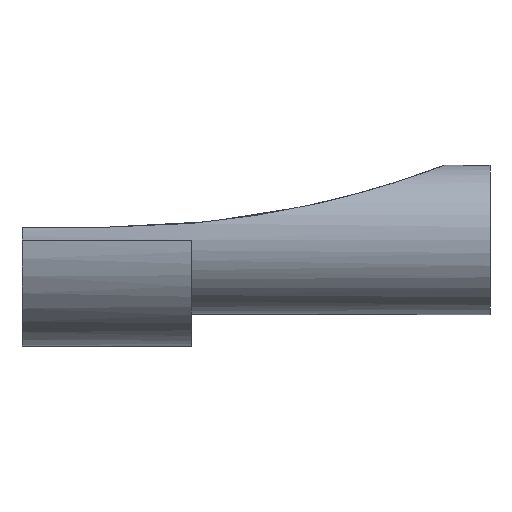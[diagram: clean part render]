
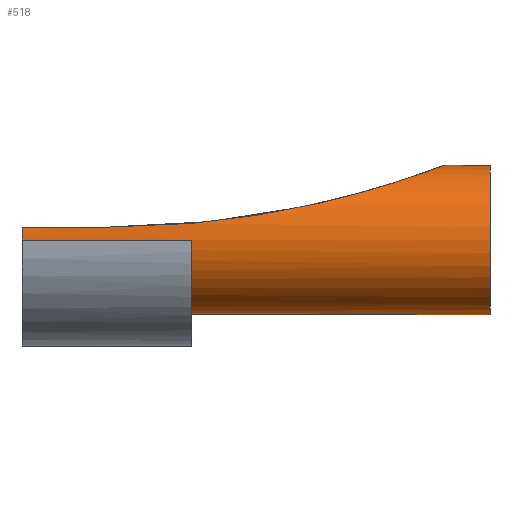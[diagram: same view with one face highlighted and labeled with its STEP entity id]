
A CAD part, left-side view. The second image highlights one B-rep face of the part: STEP entity #518.
In plain terms, the highlighted cylindrical face has radius 7.5 mm (diameter 15 mm), a full revolution.
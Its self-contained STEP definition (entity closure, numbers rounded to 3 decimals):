
#21=B_SPLINE_CURVE_WITH_KNOTS('',3,(#879,#880,#881,#882),.UNSPECIFIED.,
 .F.,.F.,(4,4),(9.688,10.486),.UNSPECIFIED.);
#22=B_SPLINE_CURVE_WITH_KNOTS('',3,(#884,#885,#886,#887,#888,#889,#890,
#891,#892,#893,#894,#895,#896,#897,#898,#899,#900,#901,#902,#903,#904,#905,
#906,#907,#908,#909,#910,#911,#912,#913,#914,#915,#916,#917),
 .UNSPECIFIED.,.F.,.F.,(4,2,2,2,2,2,2,2,2,2,2,2,2,2,2,2,4),(3.495,
4.56,5.624,5.978,6.332,6.617,
6.804,6.897,6.991,7.084,7.177,
7.364,7.65,8.003,8.357,9.421,
9.688),.UNSPECIFIED.);
#27=FACE_BOUND('',#97,.T.);
#63=FACE_OUTER_BOUND('',#96,.T.);
#96=EDGE_LOOP('',(#418,#419,#420,#421,#422,#423,#424));
#97=EDGE_LOOP('',(#425));
#121=LINE('',#761,#161);
#129=LINE('',#786,#169);
#143=LINE('',#920,#183);
#161=VECTOR('',#607,10.);
#169=VECTOR('',#629,10.);
#183=VECTOR('',#681,10.);
#202=CIRCLE('',#547,7.5);
#209=CIRCLE('',#565,7.5);
#212=CIRCLE('',#571,7.5);
#225=VERTEX_POINT('',#755);
#227=VERTEX_POINT('',#759);
#230=VERTEX_POINT('',#769);
#237=VERTEX_POINT('',#785);
#249=VERTEX_POINT('',#829);
#253=VERTEX_POINT('',#878);
#254=VERTEX_POINT('',#883);
#255=VERTEX_POINT('',#921);
#278=EDGE_CURVE('',#225,#227,#121,.T.);
#282=EDGE_CURVE('',#225,#230,#202,.T.);
#290=EDGE_CURVE('',#230,#237,#129,.T.);
#310=EDGE_CURVE('',#249,#227,#209,.T.);
#315=EDGE_CURVE('',#253,#237,#21,.T.);
#316=EDGE_CURVE('',#254,#253,#22,.T.);
#318=EDGE_CURVE('',#254,#249,#143,.T.);
#319=EDGE_CURVE('',#255,#255,#212,.T.);
#418=ORIENTED_EDGE('',*,*,#310,.F.);
#419=ORIENTED_EDGE('',*,*,#318,.F.);
#420=ORIENTED_EDGE('',*,*,#316,.T.);
#421=ORIENTED_EDGE('',*,*,#315,.T.);
#422=ORIENTED_EDGE('',*,*,#290,.F.);
#423=ORIENTED_EDGE('',*,*,#282,.F.);
#424=ORIENTED_EDGE('',*,*,#278,.T.);
#425=ORIENTED_EDGE('',*,*,#319,.F.);
#497=CYLINDRICAL_SURFACE('',#570,7.5);
#518=ADVANCED_FACE('',(#63,#27),#497,.T.);
#547=AXIS2_PLACEMENT_3D('',#770,#615,#616);
#565=AXIS2_PLACEMENT_3D('',#831,#667,#668);
#570=AXIS2_PLACEMENT_3D('',#919,#679,#680);
#571=AXIS2_PLACEMENT_3D('',#922,#682,#683);
#607=DIRECTION('',(0.,-1.,0.));
#615=DIRECTION('center_axis',(0.,1.,0.));
#616=DIRECTION('ref_axis',(0.964,0.,-0.267));
#629=DIRECTION('',(0.,-1.,0.));
#667=DIRECTION('center_axis',(0.,1.,0.));
#668=DIRECTION('ref_axis',(-1.,0.,0.));
#679=DIRECTION('center_axis',(0.,-1.,0.));
#680=DIRECTION('ref_axis',(-1.,0.,0.));
#681=DIRECTION('',(0.,-1.,0.));
#682=DIRECTION('center_axis',(0.,-1.,0.));
#683=DIRECTION('ref_axis',(-1.,0.,0.));
#755=CARTESIAN_POINT('',(-32.35,8.5,10.7));
#759=CARTESIAN_POINT('',(-32.35,-8.5,10.7));
#761=CARTESIAN_POINT('',(-32.35,-8.5,10.7));
#769=CARTESIAN_POINT('',(-32.236,8.5,12.));
#770=CARTESIAN_POINT('Origin',(-24.85,8.5,10.7));
#785=CARTESIAN_POINT('',(-32.236,-0.1,12.));
#786=CARTESIAN_POINT('',(-32.236,-8.5,12.));
#829=CARTESIAN_POINT('',(-17.464,-8.5,12.));
#831=CARTESIAN_POINT('Origin',(-24.85,-8.5,10.7));
#878=CARTESIAN_POINT('',(-32.161,-8.5,12.372));
#879=CARTESIAN_POINT('Ctrl Pts',(-32.161,-8.5,12.372));
#880=CARTESIAN_POINT('Ctrl Pts',(-32.22,-5.614,12.116));
#881=CARTESIAN_POINT('Ctrl Pts',(-32.236,-2.76,12.));
#882=CARTESIAN_POINT('Ctrl Pts',(-32.236,-0.1,12.));
#883=CARTESIAN_POINT('',(-17.464,-0.1,12.));
#884=CARTESIAN_POINT('Ctrl Pts',(-17.464,-0.1,12.));
#885=CARTESIAN_POINT('Ctrl Pts',(-17.464,-3.648,12.));
#886=CARTESIAN_POINT('Ctrl Pts',(-17.489,-7.54,12.212));
#887=CARTESIAN_POINT('Ctrl Pts',(-17.74,-15.247,13.135));
#888=CARTESIAN_POINT('Ctrl Pts',(-17.972,-19.062,13.845));
#889=CARTESIAN_POINT('Ctrl Pts',(-18.66,-23.607,14.947));
#890=CARTESIAN_POINT('Ctrl Pts',(-18.886,-24.842,15.27));
#891=CARTESIAN_POINT('Ctrl Pts',(-19.481,-27.261,15.957));
#892=CARTESIAN_POINT('Ctrl Pts',(-19.853,-28.444,16.32));
#893=CARTESIAN_POINT('Ctrl Pts',(-20.652,-30.322,16.931));
#894=CARTESIAN_POINT('Ctrl Pts',(-21.165,-31.287,17.262));
#895=CARTESIAN_POINT('Ctrl Pts',(-22.097,-32.483,17.688));
#896=CARTESIAN_POINT('Ctrl Pts',(-22.557,-32.956,17.862));
#897=CARTESIAN_POINT('Ctrl Pts',(-23.355,-33.473,18.055));
#898=CARTESIAN_POINT('Ctrl Pts',(-23.639,-33.614,18.108));
#899=CARTESIAN_POINT('Ctrl Pts',(-24.231,-33.806,18.18));
#900=CARTESIAN_POINT('Ctrl Pts',(-24.539,-33.857,18.2));
#901=CARTESIAN_POINT('Ctrl Pts',(-25.161,-33.857,18.2));
#902=CARTESIAN_POINT('Ctrl Pts',(-25.469,-33.806,18.18));
#903=CARTESIAN_POINT('Ctrl Pts',(-26.061,-33.614,18.108));
#904=CARTESIAN_POINT('Ctrl Pts',(-26.345,-33.473,18.055));
#905=CARTESIAN_POINT('Ctrl Pts',(-27.143,-32.956,17.862));
#906=CARTESIAN_POINT('Ctrl Pts',(-27.603,-32.483,17.688));
#907=CARTESIAN_POINT('Ctrl Pts',(-28.535,-31.287,17.262));
#908=CARTESIAN_POINT('Ctrl Pts',(-29.048,-30.322,16.931));
#909=CARTESIAN_POINT('Ctrl Pts',(-29.847,-28.444,16.32));
#910=CARTESIAN_POINT('Ctrl Pts',(-30.219,-27.261,15.957));
#911=CARTESIAN_POINT('Ctrl Pts',(-30.814,-24.842,15.27));
#912=CARTESIAN_POINT('Ctrl Pts',(-31.04,-23.607,14.947));
#913=CARTESIAN_POINT('Ctrl Pts',(-31.728,-19.062,13.845));
#914=CARTESIAN_POINT('Ctrl Pts',(-31.96,-15.247,13.135));
#915=CARTESIAN_POINT('Ctrl Pts',(-32.117,-10.429,12.558));
#916=CARTESIAN_POINT('Ctrl Pts',(-32.142,-9.463,12.458));
#917=CARTESIAN_POINT('Ctrl Pts',(-32.161,-8.5,12.372));
#919=CARTESIAN_POINT('Origin',(-24.85,-8.5,10.7));
#920=CARTESIAN_POINT('',(-17.464,-8.5,12.));
#921=CARTESIAN_POINT('',(-17.35,-38.5,10.7));
#922=CARTESIAN_POINT('Origin',(-24.85,-38.5,10.7));
